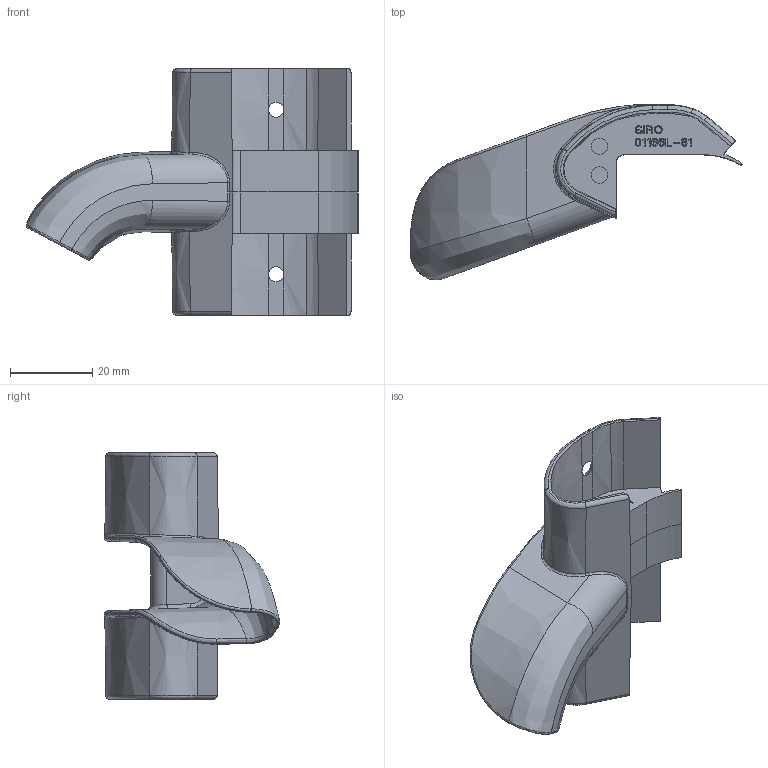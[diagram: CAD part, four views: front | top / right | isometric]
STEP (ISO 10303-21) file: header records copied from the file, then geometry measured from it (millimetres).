
FILE_DESCRIPTION(('Creo Elements/Direct Modeling STEP Export'),'2;1');
FILE_NAME('01166L-81.stp','2024-03-11T12:51:32',(''),(''),'Creo Elements/Direct Modeling STEP processor for AP214 (Solid Model)','Creo Elements/Direct Modeling 20.0 12-Nov-2016 (C) Parametric Technology GmbH','');
FILE_SCHEMA(('AUTOMOTIVE_DESIGN { 1 0 10303 214 1 1 1 1 }'));
Length unit declared in the file: millimetre
Products named in the file (2): KU-12314
Assembly tree (1 placements, depth 2):
  KU-12314
    KU-12314
Bounding box: 80.77 x 42.73 x 60 mm (x, y, z)
Volume: 11564.7 mm3; surface area: 14514.1 mm2
Topology: 1 solids, 1 shells, 712 faces, 2001 edges, 1309 vertices
Faces by surface type: plane 592, bspline 59, cylinder 41, cone 20
Entity records: 32564 total; most frequent: CARTESIAN_POINT 10193, ORIENTED_EDGE 4002, DIRECTION 3108, EDGE_CURVE 2001, VECTOR 1736, LINE 1736, VERTEX_POINT 1309, EDGE_LOOP 734
